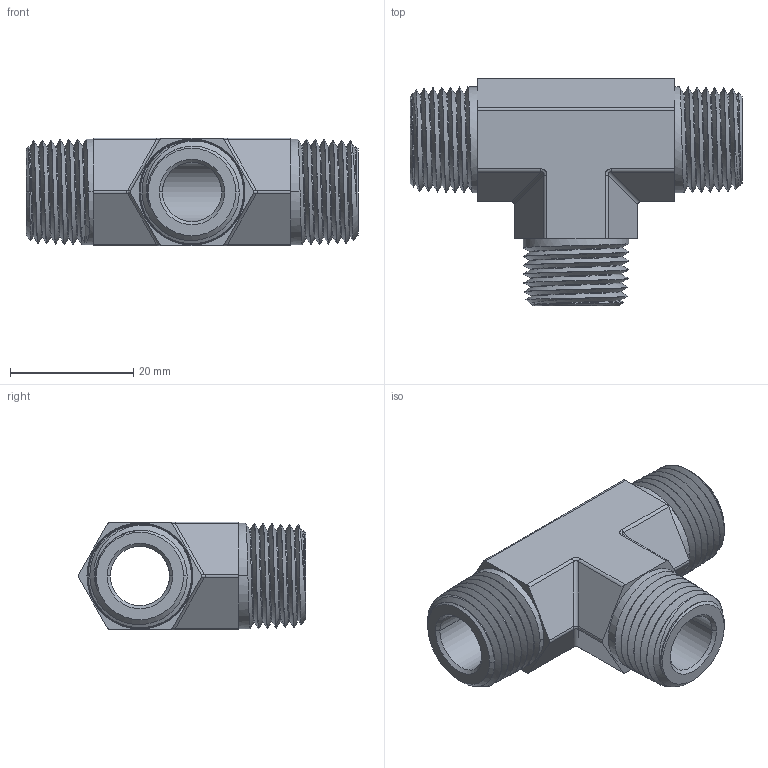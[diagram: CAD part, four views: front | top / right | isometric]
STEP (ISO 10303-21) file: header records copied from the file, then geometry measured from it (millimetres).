
FILE_DESCRIPTION((''),'2;1');
FILE_NAME('001_H-SMT_MASTER','2025-07-08T08:05:37',('Administrator'),(''),'CREO PARAMETRIC BY PTC INC, 2020184','CREO PARAMETRIC BY PTC INC, 2020184','');
FILE_SCHEMA(('AUTOMOTIVE_DESIGN { 1 0 10303 214 1 1 1 1 }'));
Length unit declared in the file: millimetre
Products named in the file (1): 001_H-SMT_MASTER
Bounding box: 53.8 x 36.91 x 17.5 mm (x, y, z)
Volume: 11574.5 mm3; surface area: 7586.3 mm2
Topology: 1 solids, 1 shells, 120 faces, 330 edges, 222 vertices
Faces by surface type: cone 36, cylinder 33, plane 27, bspline 24
Entity records: 19905 total; most frequent: CARTESIAN_POINT 15939, ORIENTED_EDGE 644, DIRECTION 480, PRESENTATION_STYLE_ASSIGNMENT 332, STYLED_ITEM 332, CURVE_STYLE 331, EDGE_CURVE 322, VERTEX_POINT 206
